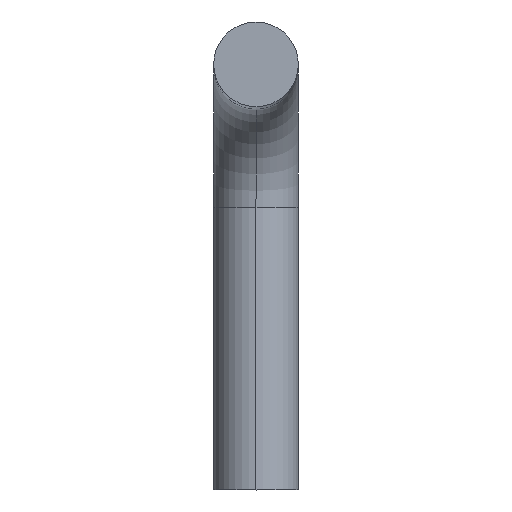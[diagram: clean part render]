
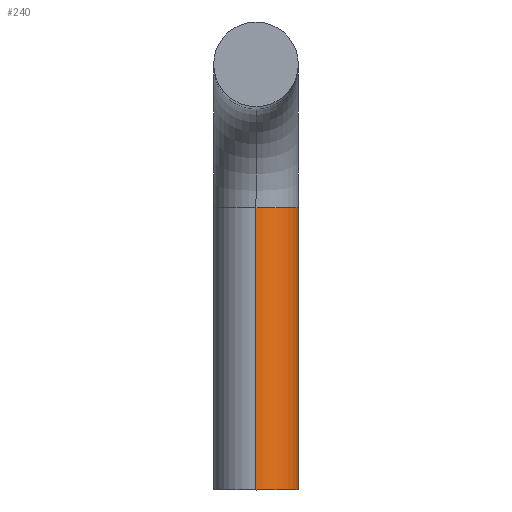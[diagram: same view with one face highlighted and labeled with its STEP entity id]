
A CAD part, top view. The second image highlights one B-rep face of the part: STEP entity #240.
In plain terms, the highlighted cylindrical face has radius 3 mm (diameter 6 mm), a partial arc.
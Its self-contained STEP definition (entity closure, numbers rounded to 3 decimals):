
#3 = ORIENTED_EDGE ( 'NONE', *, *, #186, .F. ) ;
#8 = ORIENTED_EDGE ( 'NONE', *, *, #28, .F. ) ;
#12 = CARTESIAN_POINT ( 'NONE',  ( 0., 0., -3. ) ) ;
#13 = CARTESIAN_POINT ( 'NONE',  ( 0., 0., 3. ) ) ;
#18 = CYLINDRICAL_SURFACE ( 'NONE', #54, 3. ) ;
#23 = ORIENTED_EDGE ( 'NONE', *, *, #277, .T. ) ;
#28 = EDGE_CURVE ( 'NONE', #232, #207, #120, .T. ) ;
#31 = CARTESIAN_POINT ( 'NONE',  ( 0., 20., 0. ) ) ;
#36 = DIRECTION ( 'NONE',  ( 0., 1., 0. ) ) ;
#37 = CARTESIAN_POINT ( 'NONE',  ( 0., 0., 3. ) ) ;
#54 = AXIS2_PLACEMENT_3D ( 'NONE', #194, #276, #170 ) ;
#94 = ORIENTED_EDGE ( 'NONE', *, *, #153, .T. ) ;
#96 = CARTESIAN_POINT ( 'NONE',  ( 0., 0., -3. ) ) ;
#99 = DIRECTION ( 'NONE',  ( 0., 0., 1. ) ) ;
#104 = DIRECTION ( 'NONE',  ( 0., 0., 1. ) ) ;
#120 = CIRCLE ( 'NONE', #138, 3. ) ;
#127 = FACE_OUTER_BOUND ( 'NONE', #155, .T. ) ;
#134 = VERTEX_POINT ( 'NONE', #12 ) ;
#138 = AXIS2_PLACEMENT_3D ( 'NONE', #31, #218, #99 ) ;
#145 = LINE ( 'NONE', #13, #149 ) ;
#149 = VECTOR ( 'NONE', #190, 1000. ) ;
#153 = EDGE_CURVE ( 'NONE', #134, #207, #289, .T. ) ;
#155 = EDGE_LOOP ( 'NONE', ( #23, #94, #8, #3 ) ) ;
#170 = DIRECTION ( 'NONE',  ( 0., 0., 1. ) ) ;
#181 = AXIS2_PLACEMENT_3D ( 'NONE', #223, #36, #104 ) ;
#186 = EDGE_CURVE ( 'NONE', #250, #232, #145, .T. ) ;
#190 = DIRECTION ( 'NONE',  ( 0., 1., 0. ) ) ;
#192 = DIRECTION ( 'NONE',  ( 0., 1., 0. ) ) ;
#194 = CARTESIAN_POINT ( 'NONE',  ( 0., 0., 0. ) ) ;
#207 = VERTEX_POINT ( 'NONE', #241 ) ;
#212 = CIRCLE ( 'NONE', #181, 3. ) ;
#218 = DIRECTION ( 'NONE',  ( 0., 1., 0. ) ) ;
#223 = CARTESIAN_POINT ( 'NONE',  ( 0., 0., 0. ) ) ;
#232 = VERTEX_POINT ( 'NONE', #293 ) ;
#240 = ADVANCED_FACE ( 'NONE', ( #127 ), #18, .T. ) ;
#241 = CARTESIAN_POINT ( 'NONE',  ( 0., 20., -3. ) ) ;
#250 = VERTEX_POINT ( 'NONE', #37 ) ;
#276 = DIRECTION ( 'NONE',  ( 0., 1., 0. ) ) ;
#277 = EDGE_CURVE ( 'NONE', #250, #134, #212, .T. ) ;
#284 = VECTOR ( 'NONE', #192, 1000. ) ;
#289 = LINE ( 'NONE', #96, #284 ) ;
#293 = CARTESIAN_POINT ( 'NONE',  ( 0., 20., 3. ) ) ;
